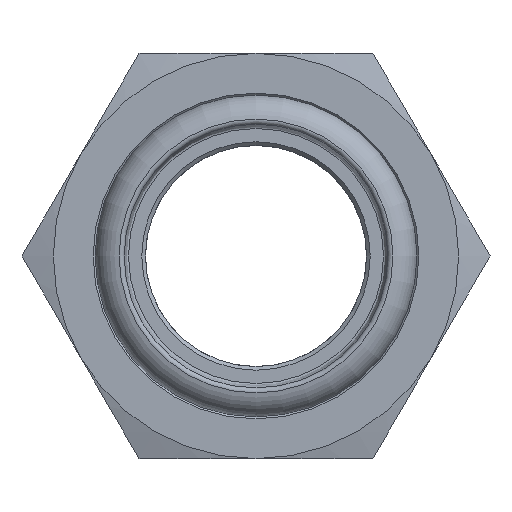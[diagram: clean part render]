
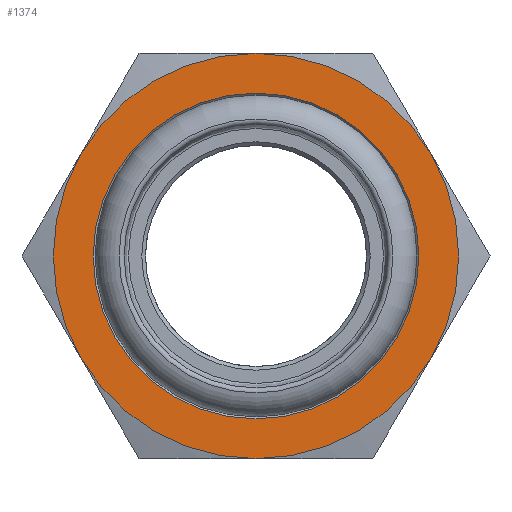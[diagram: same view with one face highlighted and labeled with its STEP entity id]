
A CAD part, front view. The second image highlights one B-rep face of the part: STEP entity #1374.
In plain terms, the highlighted planar face has unit normal (0, -1, 0).
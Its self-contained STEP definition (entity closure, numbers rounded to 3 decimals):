
#74=FACE_BOUND('',#400,.T.);
#95=PLANE('',#1588);
#301=FACE_OUTER_BOUND('',#399,.T.);
#399=EDGE_LOOP('',(#1210,#1211,#1212,#1213,#1214,#1215));
#400=EDGE_LOOP('',(#1216));
#528=CIRCLE('',#1587,22.1);
#529=CIRCLE('',#1589,27.5);
#530=CIRCLE('',#1590,27.5);
#531=CIRCLE('',#1591,27.5);
#532=CIRCLE('',#1592,27.5);
#533=CIRCLE('',#1593,27.5);
#534=CIRCLE('',#1594,27.5);
#650=VERTEX_POINT('',#2463);
#651=VERTEX_POINT('',#2467);
#652=VERTEX_POINT('',#2468);
#653=VERTEX_POINT('',#2470);
#654=VERTEX_POINT('',#2472);
#655=VERTEX_POINT('',#2474);
#656=VERTEX_POINT('',#2476);
#838=EDGE_CURVE('',#650,#650,#528,.T.);
#840=EDGE_CURVE('',#651,#652,#529,.T.);
#841=EDGE_CURVE('',#653,#651,#530,.T.);
#842=EDGE_CURVE('',#654,#653,#531,.T.);
#843=EDGE_CURVE('',#655,#654,#532,.T.);
#844=EDGE_CURVE('',#656,#655,#533,.T.);
#845=EDGE_CURVE('',#652,#656,#534,.T.);
#1210=ORIENTED_EDGE('',*,*,#840,.F.);
#1211=ORIENTED_EDGE('',*,*,#841,.F.);
#1212=ORIENTED_EDGE('',*,*,#842,.F.);
#1213=ORIENTED_EDGE('',*,*,#843,.F.);
#1214=ORIENTED_EDGE('',*,*,#844,.F.);
#1215=ORIENTED_EDGE('',*,*,#845,.F.);
#1216=ORIENTED_EDGE('',*,*,#838,.F.);
#1374=ADVANCED_FACE('',(#301,#74),#95,.T.);
#1587=AXIS2_PLACEMENT_3D('',#2464,#2000,#2001);
#1588=AXIS2_PLACEMENT_3D('',#2466,#2003,#2004);
#1589=AXIS2_PLACEMENT_3D('',#2469,#2005,#2006);
#1590=AXIS2_PLACEMENT_3D('',#2471,#2007,#2008);
#1591=AXIS2_PLACEMENT_3D('',#2473,#2009,#2010);
#1592=AXIS2_PLACEMENT_3D('',#2475,#2011,#2012);
#1593=AXIS2_PLACEMENT_3D('',#2477,#2013,#2014);
#1594=AXIS2_PLACEMENT_3D('',#2478,#2015,#2016);
#2000=DIRECTION('center_axis',(0.,-1.,0.));
#2001=DIRECTION('ref_axis',(0.,0.,
1.));
#2003=DIRECTION('center_axis',(0.,-1.,0.));
#2004=DIRECTION('ref_axis',(0.,0.,
1.));
#2005=DIRECTION('center_axis',(0.,1.,0.));
#2006=DIRECTION('ref_axis',(0.,0.,-1.));
#2007=DIRECTION('center_axis',(0.,1.,0.));
#2008=DIRECTION('ref_axis',(0.,0.,-1.));
#2009=DIRECTION('center_axis',(0.,1.,0.));
#2010=DIRECTION('ref_axis',(0.,0.,-1.));
#2011=DIRECTION('center_axis',(0.,1.,0.));
#2012=DIRECTION('ref_axis',(0.,0.,-1.));
#2013=DIRECTION('center_axis',(0.,1.,0.));
#2014=DIRECTION('ref_axis',(0.,0.,-1.));
#2015=DIRECTION('center_axis',(0.,1.,0.));
#2016=DIRECTION('ref_axis',(0.,0.,-1.));
#2463=CARTESIAN_POINT('',(0.,29.108,-22.1));
#2464=CARTESIAN_POINT('Origin',(0.,29.108,
0.));
#2466=CARTESIAN_POINT('Origin',(0.,29.108,-24.3));
#2467=CARTESIAN_POINT('',(0.,29.108,-27.5));
#2468=CARTESIAN_POINT('',(-23.816,29.108,-13.75));
#2469=CARTESIAN_POINT('Origin',(0.,29.108,
0.));
#2470=CARTESIAN_POINT('',(23.816,29.108,-13.75));
#2471=CARTESIAN_POINT('Origin',(0.,29.108,
0.));
#2472=CARTESIAN_POINT('',(23.816,29.108,13.75));
#2473=CARTESIAN_POINT('Origin',(0.,29.108,
0.));
#2474=CARTESIAN_POINT('',(0.,29.108,27.5));
#2475=CARTESIAN_POINT('Origin',(0.,29.108,
0.));
#2476=CARTESIAN_POINT('',(-23.816,29.108,13.75));
#2477=CARTESIAN_POINT('Origin',(0.,29.108,
0.));
#2478=CARTESIAN_POINT('Origin',(0.,29.108,
0.));
